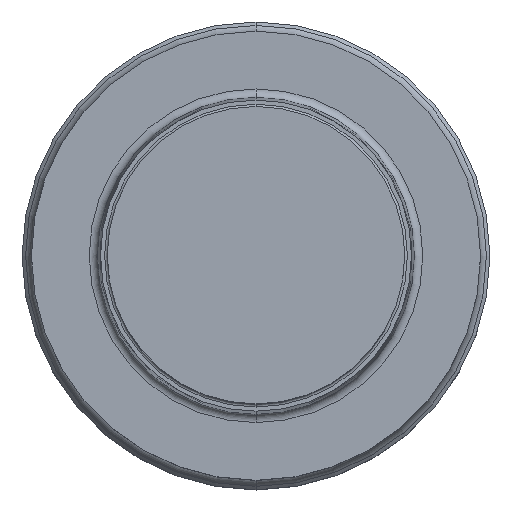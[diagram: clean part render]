
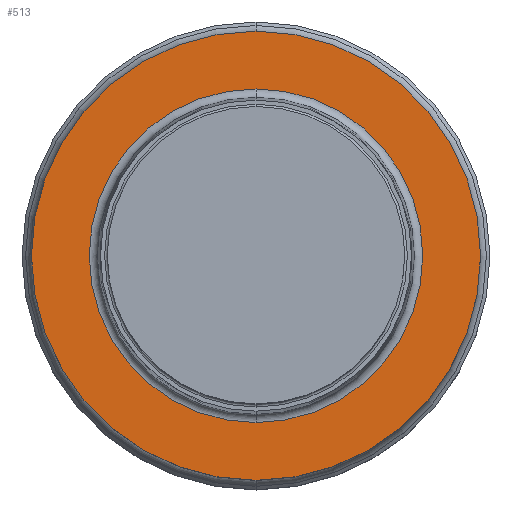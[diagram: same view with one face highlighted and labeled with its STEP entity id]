
A CAD part, top view. The second image highlights one B-rep face of the part: STEP entity #513.
In plain terms, the highlighted face is planar.
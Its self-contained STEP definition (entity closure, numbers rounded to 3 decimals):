
#160=CARTESIAN_POINT('',(0.,0.,0.));
#161=DIRECTION('',(0.,0.,-1.));
#162=DIRECTION('',(0.,1.,0.));
#163=AXIS2_PLACEMENT_3D('',#160,#161,#162);
#168=CARTESIAN_POINT('',(0.,0.,0.));
#169=DIRECTION('',(0.,0.,1.));
#170=DIRECTION('',(0.,1.,0.));
#171=AXIS2_PLACEMENT_3D('',#168,#169,#170);
#190=CARTESIAN_POINT('',(0.,0.,0.));
#191=DIRECTION('',(0.,0.,1.));
#192=DIRECTION('',(0.,1.,0.));
#193=AXIS2_PLACEMENT_3D('',#190,#191,#192);
#198=CARTESIAN_POINT('',(0.,0.,0.));
#199=DIRECTION('',(0.,0.,-1.));
#200=DIRECTION('',(0.,1.,0.));
#201=AXIS2_PLACEMENT_3D('',#198,#199,#200);
#324=CARTESIAN_POINT('',(0.,3.566,0.));
#325=VERTEX_POINT('',#324);
#326=CARTESIAN_POINT('',(0.,4.8,0.));
#328=VERTEX_POINT('',#326);
#346=CARTESIAN_POINT('',(0.,-3.566,0.));
#347=VERTEX_POINT('',#346);
#348=CARTESIAN_POINT('',(0.,-4.8,0.));
#350=VERTEX_POINT('',#348);
#498=CARTESIAN_POINT('',(0.,0.,0.));
#499=DIRECTION('',(0.,0.,-1.));
#500=DIRECTION('',(0.,-1.,0.));
#501=AXIS2_PLACEMENT_3D('',#498,#499,#500);
#502=PLANE('',#501);
#504=ORIENTED_EDGE('',*,*,#503,.T.);
#506=ORIENTED_EDGE('',*,*,#505,.F.);
#507=EDGE_LOOP('',(#504,#506));
#508=FACE_OUTER_BOUND('',#507,.F.);
#509=ORIENTED_EDGE('',*,*,#480,.T.);
#510=ORIENTED_EDGE('',*,*,#491,.F.);
#511=EDGE_LOOP('',(#509,#510));
#512=FACE_BOUND('',#511,.F.);
#513=ADVANCED_FACE('',(#508,#512),#502,.T.);
#164=CIRCLE('',#163,3.566);
#172=CIRCLE('',#171,3.566);
#194=CIRCLE('',#193,4.8);
#202=CIRCLE('',#201,4.8);
#480=EDGE_CURVE('',#325,#347,#164,.T.);
#491=EDGE_CURVE('',#325,#347,#172,.T.);
#503=EDGE_CURVE('',#328,#350,#194,.T.);
#505=EDGE_CURVE('',#328,#350,#202,.T.);
